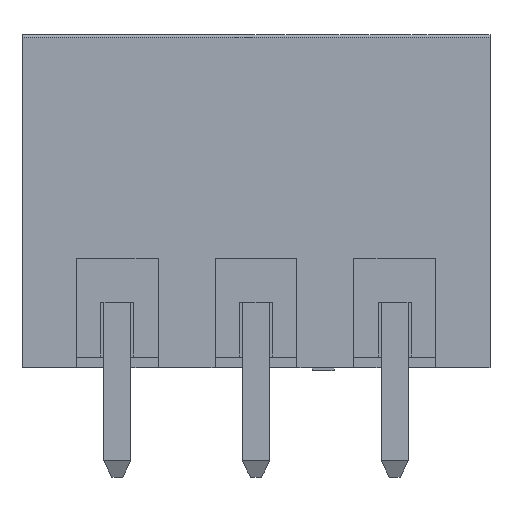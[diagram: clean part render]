
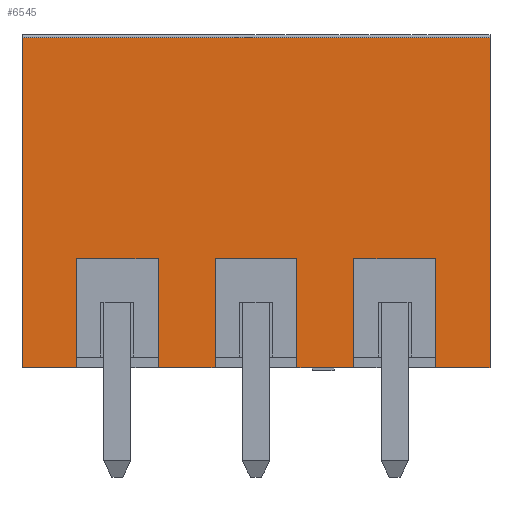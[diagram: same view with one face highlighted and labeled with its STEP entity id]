
A CAD part, front view. The second image highlights one B-rep face of the part: STEP entity #6545.
In plain terms, the highlighted planar face has unit normal (0, -1, 0).
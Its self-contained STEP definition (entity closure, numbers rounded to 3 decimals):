
#418=DIRECTION('',(1.,0.,0.));
#419=VECTOR('',#418,2.08);
#420=CARTESIAN_POINT('',(-3.58,-4.15,0.));
#421=LINE('',#420,#419);
#434=DIRECTION('',(1.,0.,0.));
#435=VECTOR('',#434,2.08);
#436=CARTESIAN_POINT('',(1.5,-4.15,0.));
#437=LINE('',#436,#435);
#1206=DIRECTION('',(1.,0.,0.));
#1207=VECTOR('',#1206,17.14);
#1208=CARTESIAN_POINT('',(-8.57,-4.15,12.1));
#1209=LINE('',#1208,#1207);
#1210=DIRECTION('',(-1.,0.,0.));
#1211=VECTOR('',#1210,1.99);
#1212=CARTESIAN_POINT('',(8.57,-4.15,0.));
#1213=LINE('',#1212,#1211);
#1214=DIRECTION('',(0.,0.,1.));
#1215=VECTOR('',#1214,4.);
#1216=CARTESIAN_POINT('',(6.58,-4.15,0.));
#1217=LINE('',#1216,#1215);
#1218=DIRECTION('',(-1.,0.,0.));
#1219=VECTOR('',#1218,3.);
#1220=CARTESIAN_POINT('',(6.58,-4.15,4.));
#1221=LINE('',#1220,#1219);
#1222=DIRECTION('',(0.,0.,1.));
#1223=VECTOR('',#1222,4.);
#1224=CARTESIAN_POINT('',(3.58,-4.15,0.));
#1225=LINE('',#1224,#1223);
#1226=DIRECTION('',(0.,0.,1.));
#1227=VECTOR('',#1226,4.);
#1228=CARTESIAN_POINT('',(1.5,-4.15,0.));
#1229=LINE('',#1228,#1227);
#1230=DIRECTION('',(-1.,0.,0.));
#1231=VECTOR('',#1230,3.);
#1232=CARTESIAN_POINT('',(1.5,-4.15,4.));
#1233=LINE('',#1232,#1231);
#1234=DIRECTION('',(0.,0.,1.));
#1235=VECTOR('',#1234,4.);
#1236=CARTESIAN_POINT('',(-1.5,-4.15,0.));
#1237=LINE('',#1236,#1235);
#1238=DIRECTION('',(0.,0.,1.));
#1239=VECTOR('',#1238,4.);
#1240=CARTESIAN_POINT('',(-3.58,-4.15,0.));
#1241=LINE('',#1240,#1239);
#1242=DIRECTION('',(-1.,0.,0.));
#1243=VECTOR('',#1242,3.);
#1244=CARTESIAN_POINT('',(-3.58,-4.15,4.));
#1245=LINE('',#1244,#1243);
#1246=DIRECTION('',(0.,0.,1.));
#1247=VECTOR('',#1246,4.);
#1248=CARTESIAN_POINT('',(-6.58,-4.15,0.));
#1249=LINE('',#1248,#1247);
#1250=DIRECTION('',(-1.,0.,0.));
#1251=VECTOR('',#1250,1.99);
#1252=CARTESIAN_POINT('',(-6.58,-4.15,0.));
#1253=LINE('',#1252,#1251);
#1519=DIRECTION('',(0.,0.,1.));
#1520=VECTOR('',#1519,12.1);
#1521=CARTESIAN_POINT('',(8.57,-4.15,0.));
#1522=LINE('',#1521,#1520);
#1528=DIRECTION('',(0.,0.,1.));
#1529=VECTOR('',#1528,12.1);
#1530=CARTESIAN_POINT('',(-8.57,-4.15,0.));
#1531=LINE('',#1530,#1529);
#3172=CARTESIAN_POINT('',(-3.58,-4.15,0.));
#3174=VERTEX_POINT('',#3172);
#3176=CARTESIAN_POINT('',(-6.58,-4.15,0.));
#3178=VERTEX_POINT('',#3176);
#3180=CARTESIAN_POINT('',(-3.58,-4.15,4.));
#3181=VERTEX_POINT('',#3180);
#3182=CARTESIAN_POINT('',(-6.58,-4.15,4.));
#3183=VERTEX_POINT('',#3182);
#3320=CARTESIAN_POINT('',(1.5,-4.15,4.));
#3321=VERTEX_POINT('',#3320);
#3324=CARTESIAN_POINT('',(-1.5,-4.15,4.));
#3325=VERTEX_POINT('',#3324);
#3412=CARTESIAN_POINT('',(6.58,-4.15,4.));
#3413=VERTEX_POINT('',#3412);
#3416=CARTESIAN_POINT('',(3.58,-4.15,4.));
#3417=VERTEX_POINT('',#3416);
#3444=CARTESIAN_POINT('',(1.5,-4.15,0.));
#3445=VERTEX_POINT('',#3444);
#3446=CARTESIAN_POINT('',(-1.5,-4.15,0.));
#3447=VERTEX_POINT('',#3446);
#3480=CARTESIAN_POINT('',(6.58,-4.15,0.));
#3481=VERTEX_POINT('',#3480);
#3482=CARTESIAN_POINT('',(3.58,-4.15,0.));
#3483=VERTEX_POINT('',#3482);
#3980=CARTESIAN_POINT('',(-8.57,-4.15,12.1));
#3982=VERTEX_POINT('',#3980);
#4000=CARTESIAN_POINT('',(-8.57,-4.15,0.));
#4001=VERTEX_POINT('',#4000);
#4022=CARTESIAN_POINT('',(8.57,-4.15,12.1));
#4024=VERTEX_POINT('',#4022);
#4042=CARTESIAN_POINT('',(8.57,-4.15,0.));
#4043=VERTEX_POINT('',#4042);
#6510=CARTESIAN_POINT('',(-7.62,-4.15,0.));
#6511=DIRECTION('',(0.,-1.,0.));
#6512=DIRECTION('',(1.,0.,0.));
#6513=AXIS2_PLACEMENT_3D('',#6510,#6511,#6512);
#6514=PLANE('',#6513);
#6516=ORIENTED_EDGE('',*,*,#6515,.T.);
#6518=ORIENTED_EDGE('',*,*,#6517,.F.);
#6519=ORIENTED_EDGE('',*,*,#4152,.T.);
#6521=ORIENTED_EDGE('',*,*,#6520,.T.);
#6523=ORIENTED_EDGE('',*,*,#6522,.T.);
#6525=ORIENTED_EDGE('',*,*,#6524,.F.);
#6526=ORIENTED_EDGE('',*,*,#4176,.F.);
#6528=ORIENTED_EDGE('',*,*,#6527,.T.);
#6530=ORIENTED_EDGE('',*,*,#6529,.T.);
#6532=ORIENTED_EDGE('',*,*,#6531,.F.);
#6533=ORIENTED_EDGE('',*,*,#4168,.F.);
#6535=ORIENTED_EDGE('',*,*,#6534,.T.);
#6537=ORIENTED_EDGE('',*,*,#6536,.T.);
#6539=ORIENTED_EDGE('',*,*,#6538,.F.);
#6540=ORIENTED_EDGE('',*,*,#4160,.T.);
#6542=ORIENTED_EDGE('',*,*,#6541,.T.);
#6543=EDGE_LOOP('',(#6516,#6518,#6519,#6521,#6523,#6525,#6526,#6528,#6530,#6532,
#6533,#6535,#6537,#6539,#6540,#6542));
#6544=FACE_OUTER_BOUND('',#6543,.F.);
#4152=EDGE_CURVE('',#4043,#3481,#1213,.T.);
#4160=EDGE_CURVE('',#3178,#4001,#1253,.T.);
#4168=EDGE_CURVE('',#3174,#3447,#421,.T.);
#4176=EDGE_CURVE('',#3445,#3483,#437,.T.);
#6515=EDGE_CURVE('',#3982,#4024,#1209,.T.);
#6517=EDGE_CURVE('',#4043,#4024,#1522,.T.);
#6520=EDGE_CURVE('',#3481,#3413,#1217,.T.);
#6522=EDGE_CURVE('',#3413,#3417,#1221,.T.);
#6524=EDGE_CURVE('',#3483,#3417,#1225,.T.);
#6527=EDGE_CURVE('',#3445,#3321,#1229,.T.);
#6529=EDGE_CURVE('',#3321,#3325,#1233,.T.);
#6531=EDGE_CURVE('',#3447,#3325,#1237,.T.);
#6534=EDGE_CURVE('',#3174,#3181,#1241,.T.);
#6536=EDGE_CURVE('',#3181,#3183,#1245,.T.);
#6538=EDGE_CURVE('',#3178,#3183,#1249,.T.);
#6541=EDGE_CURVE('',#4001,#3982,#1531,.T.);
#6545=ADVANCED_FACE('',(#6544),#6514,.T.);
